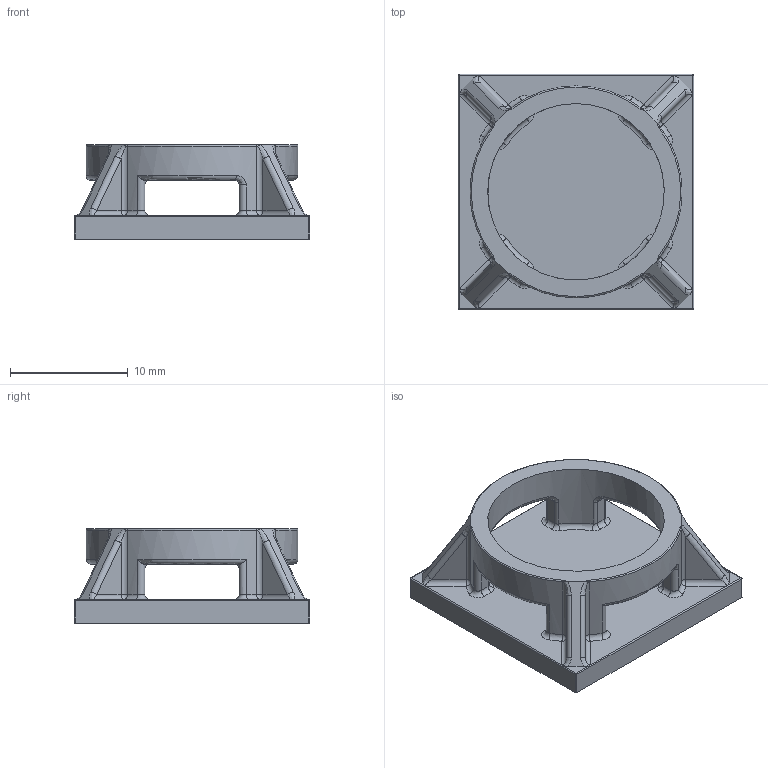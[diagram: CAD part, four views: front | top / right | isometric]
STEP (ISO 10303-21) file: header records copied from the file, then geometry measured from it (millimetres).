
FILE_DESCRIPTION(/* description */ (''),/* implementation_level */ '2;1');
FILE_NAME(/* name */ 'c3458f2a-9493-4b50-9c3b-7e8cc91cf3cc.stp',/* time_stamp */ '2016-12-06T19:01:20+01:00',/* author */ (''),/* organization */ (''),/* preprocessor_version */ 'ST-DEVELOPER v16.5',/* originating_system */ 'Autodesk Translation Framework v5.2.0.2920',/* authorisation */ '');
FILE_SCHEMA (('AUTOMOTIVE_DESIGN { 1 0 10303 214 3 1 1 }'));
Length unit declared in the file: millimetre
Products named in the file (1): Cable.tie
Bounding box: 20 x 20 x 8 mm (x, y, z)
Volume: 1190.3 mm3; surface area: 1545.9 mm2
Topology: 1 solids, 1 shells, 183 faces, 440 edges, 256 vertices
Faces by surface type: cylinder 66, torus 48, plane 31, bspline 26, sphere 12
Full cylindrical faces by diameter (mm): 15 x1
Entity records: 6188 total; most frequent: CARTESIAN_POINT 1910, DIRECTION 955, ORIENTED_EDGE 876, EDGE_CURVE 438, AXIS2_PLACEMENT_3D 409, VERTEX_POINT 255, CIRCLE 216, EDGE_LOOP 189
